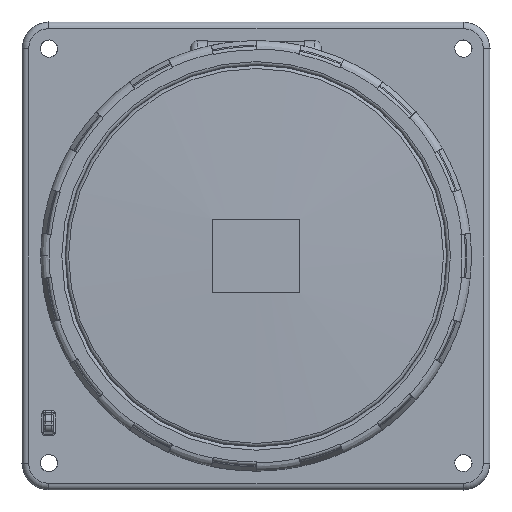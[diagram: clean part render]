
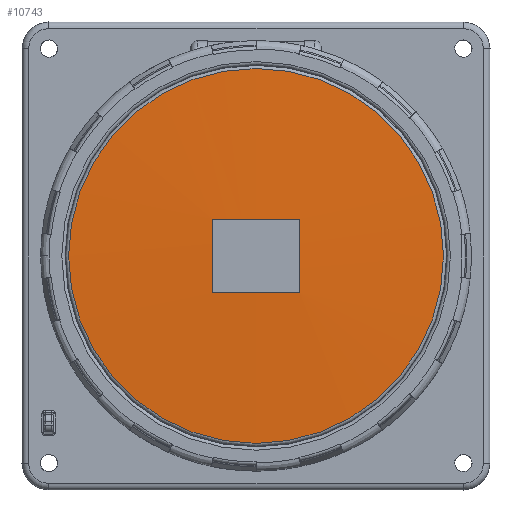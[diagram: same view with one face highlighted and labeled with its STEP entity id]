
A CAD part, front view. The second image highlights one B-rep face of the part: STEP entity #10743.
In plain terms, the highlighted spherical face has radius 1100 mm.
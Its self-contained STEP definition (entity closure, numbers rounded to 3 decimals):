
#137=SPHERICAL_SURFACE('',#35574,1100.);
#10743=ADVANCED_FACE('',(#12431,#12432),#137,.T.);
#12431=FACE_BOUND('',#13764,.T.);
#12432=FACE_BOUND('',#13765,.T.);
#13764=EDGE_LOOP('',(#18405));
#13765=EDGE_LOOP('',(#18406,#18407,#18408,#18409));
#18405=ORIENTED_EDGE('',*,*,#29958,.T.);
#18406=ORIENTED_EDGE('',*,*,#29828,.F.);
#18407=ORIENTED_EDGE('',*,*,#29835,.T.);
#18408=ORIENTED_EDGE('',*,*,#29959,.T.);
#18409=ORIENTED_EDGE('',*,*,#29836,.F.);
#26121=VERTEX_POINT('',#57079);
#26123=VERTEX_POINT('',#57082);
#26127=VERTEX_POINT('',#57094);
#26128=VERTEX_POINT('',#57098);
#26213=VERTEX_POINT('',#57342);
#29828=EDGE_CURVE('',#26121,#26123,#33654,.T.);
#29835=EDGE_CURVE('',#26121,#26127,#33655,.T.);
#29836=EDGE_CURVE('',#26123,#26128,#33656,.T.);
#29958=EDGE_CURVE('',#26213,#26213,#33681,.T.);
#29959=EDGE_CURVE('',#26127,#26128,#33682,.T.);
#33654=CIRCLE('',#35505,1099.945);
#33655=CIRCLE('',#35508,1099.923);
#33656=CIRCLE('',#35510,1099.923);
#33681=CIRCLE('',#35572,55.951);
#33682=CIRCLE('',#35573,1099.945);
#35505=AXIS2_PLACEMENT_3D('',#57081,#40364,#40365);
#35508=AXIS2_PLACEMENT_3D('',#57095,#40376,#40377);
#35510=AXIS2_PLACEMENT_3D('',#57097,#40380,#40381);
#35572=AXIS2_PLACEMENT_3D('',#57341,#40601,#40602);
#35573=AXIS2_PLACEMENT_3D('',#57343,#40603,#40604);
#35574=AXIS2_PLACEMENT_3D('',#57344,#40605,#40606);
#40364=DIRECTION('',(0.,0.,1.));
#40365=DIRECTION('',(-1.,0.,0.));
#40376=DIRECTION('',(-1.,0.,0.));
#40377=DIRECTION('',(0.,1.,0.));
#40380=DIRECTION('',(-1.,0.,0.));
#40381=DIRECTION('',(0.,1.,0.));
#40601=DIRECTION('',(0.,-1.,0.));
#40602=DIRECTION('',(0.,0.,1.));
#40603=DIRECTION('',(0.,0.,1.));
#40604=DIRECTION('',(1.,0.,0.));
#40605=DIRECTION('',(0.,-1.,0.));
#40606=DIRECTION('',(0.,0.,1.));
#57079=CARTESIAN_POINT('',(-315.3,-82.223,-11.));
#57081=CARTESIAN_POINT('',(-302.3,1017.645,-11.));
#57082=CARTESIAN_POINT('',(-289.3,-82.223,-11.));
#57094=CARTESIAN_POINT('',(-315.3,-82.223,11.));
#57095=CARTESIAN_POINT('',(-315.3,1017.645,0.));
#57097=CARTESIAN_POINT('',(-289.3,1017.645,0.));
#57098=CARTESIAN_POINT('',(-289.3,-82.223,11.));
#57341=CARTESIAN_POINT('',(-302.3,-80.931,0.));
#57342=CARTESIAN_POINT('',(-302.3,-80.931,55.951));
#57343=CARTESIAN_POINT('',(-302.3,1017.645,11.));
#57344=CARTESIAN_POINT('',(-302.3,1017.645,0.));
